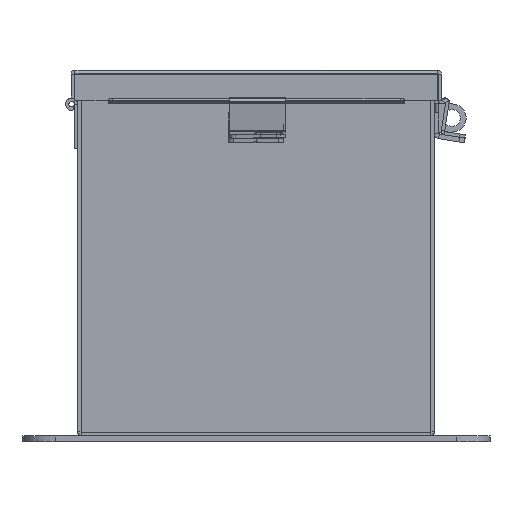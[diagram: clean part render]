
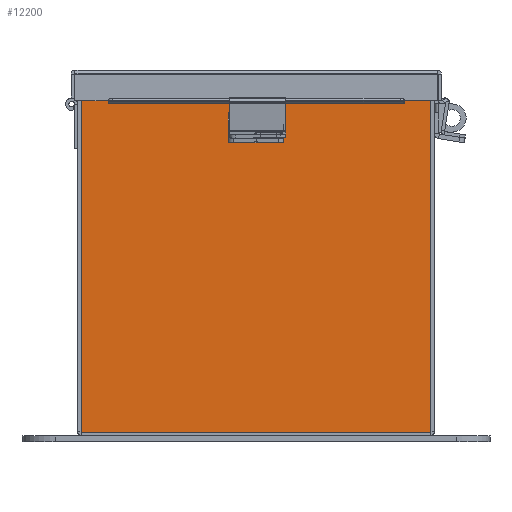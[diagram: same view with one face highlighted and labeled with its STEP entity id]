
A CAD part, front view. The second image highlights one B-rep face of the part: STEP entity #12200.
In plain terms, the highlighted face is planar.
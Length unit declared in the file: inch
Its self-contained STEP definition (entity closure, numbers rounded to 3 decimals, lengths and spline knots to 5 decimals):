
#19 = ORIENTED_EDGE ( 'NONE', *, *, #28036, .T. ) ;
#303 = LINE ( 'NONE', #19450, #23806 ) ;
#324 = VECTOR ( 'NONE', #5975, 39.37008 ) ;
#1184 = CARTESIAN_POINT ( 'NONE',  ( 3.9253, 0., -3.9253 ) ) ;
#1273 = VECTOR ( 'NONE', #11764, 39.37008 ) ;
#1574 = DIRECTION ( 'NONE',  ( 0., 0., 1. ) ) ;
#1708 = EDGE_CURVE ( 'NONE', #14404, #18955, #7215, .T. ) ;
#2020 = CARTESIAN_POINT ( 'NONE',  ( -3.5823, 0., 3.87495 ) ) ;
#2271 = EDGE_CURVE ( 'NONE', #11490, #17614, #19480, .T. ) ;
#2345 = AXIS2_PLACEMENT_3D ( 'NONE', #9831, #9822, #9727 ) ;
#2366 = CARTESIAN_POINT ( 'NONE',  ( 3.60098, 0., 3.87495 ) ) ;
#3084 = EDGE_CURVE ( 'NONE', #17614, #12219, #20488, .T. ) ;
#3198 = CARTESIAN_POINT ( 'NONE',  ( -3.5823, 0., 0. ) ) ;
#3695 = VERTEX_POINT ( 'NONE', #24609 ) ;
#4024 = DIRECTION ( 'NONE',  ( 0., 0., -1. ) ) ;
#4085 = CARTESIAN_POINT ( 'NONE',  ( -3.9253, 0., -3.9253 ) ) ;
#4726 = DIRECTION ( 'NONE',  ( 0., 0., -1. ) ) ;
#4845 = DIRECTION ( 'NONE',  ( 0., 0., -1. ) ) ;
#4881 = DIRECTION ( 'NONE',  ( 0., 1., 0. ) ) ;
#4910 = CARTESIAN_POINT ( 'NONE',  ( -3.60097, 0., 3.87495 ) ) ;
#5823 = VECTOR ( 'NONE', #7014, 39.37008 ) ;
#5975 = DIRECTION ( 'NONE',  ( 0., 0., -1. ) ) ;
#6266 = ORIENTED_EDGE ( 'NONE', *, *, #25034, .F. ) ;
#6352 = CARTESIAN_POINT ( 'NONE',  ( 3.9253, 0., 3.9253 ) ) ;
#6402 = EDGE_CURVE ( 'NONE', #18955, #3695, #15753, .T. ) ;
#6591 = LINE ( 'NONE', #6352, #324 ) ;
#6979 = CARTESIAN_POINT ( 'NONE',  ( -3.9253, 0., 3.9253 ) ) ;
#6995 = EDGE_CURVE ( 'NONE', #24062, #11490, #19465, .T. ) ;
#7014 = DIRECTION ( 'NONE',  ( 1., 0., 0. ) ) ;
#7215 = LINE ( 'NONE', #3198, #13343 ) ;
#7309 = VECTOR ( 'NONE', #17789, 39.37008 ) ;
#9306 = VECTOR ( 'NONE', #13248, 39.37008 ) ;
#9331 = FACE_OUTER_BOUND ( 'NONE', #25272, .T. ) ;
#9336 = VERTEX_POINT ( 'NONE', #21701 ) ;
#9541 = EDGE_CURVE ( 'NONE', #3695, #12219, #24523, .T. ) ;
#9552 = DIRECTION ( 'NONE',  ( 1., 0., 0. ) ) ;
#9693 = CARTESIAN_POINT ( 'NONE',  ( -3.61965, 0., 3.9253 ) ) ;
#9727 = DIRECTION ( 'NONE',  ( 0., 0., -1. ) ) ;
#9749 = CARTESIAN_POINT ( 'NONE',  ( -3.9253, 0., 3.9253 ) ) ;
#9822 = DIRECTION ( 'NONE',  ( 0., -1., 0. ) ) ;
#9831 = CARTESIAN_POINT ( 'NONE',  ( 0., 0., 0. ) ) ;
#10092 = EDGE_CURVE ( 'NONE', #9336, #24062, #6591, .T. ) ;
#10200 = PLANE ( 'NONE',  #2345 ) ;
#11091 = CARTESIAN_POINT ( 'NONE',  ( -3.9253, 0., 3.9253 ) ) ;
#11094 = VECTOR ( 'NONE', #9552, 39.37008 ) ;
#11266 = DIRECTION ( 'NONE',  ( 0., 0., 1. ) ) ;
#11438 = ORIENTED_EDGE ( 'NONE', *, *, #21897, .T. ) ;
#11490 = VERTEX_POINT ( 'NONE', #20895 ) ;
#11764 = DIRECTION ( 'NONE',  ( -1., 0., 0. ) ) ;
#11835 = LINE ( 'NONE', #25137, #11094 ) ;
#12109 = ORIENTED_EDGE ( 'NONE', *, *, #20566, .F. ) ;
#12200 = ADVANCED_FACE ( 'NONE', ( #9331 ), #10200, .F. ) ;
#12219 = VERTEX_POINT ( 'NONE', #9693 ) ;
#12760 = AXIS2_PLACEMENT_3D ( 'NONE', #4910, #4881, #4845 ) ;
#13248 = DIRECTION ( 'NONE',  ( 1., 0., 0. ) ) ;
#13343 = VECTOR ( 'NONE', #4024, 39.37008 ) ;
#13945 = ORIENTED_EDGE ( 'NONE', *, *, #2271, .T. ) ;
#14404 = VERTEX_POINT ( 'NONE', #24813 ) ;
#15202 = ORIENTED_EDGE ( 'NONE', *, *, #3084, .T. ) ;
#15753 = CIRCLE ( 'NONE', #12760, 0.01868 ) ;
#15899 = ORIENTED_EDGE ( 'NONE', *, *, #10092, .T. ) ;
#16087 = EDGE_CURVE ( 'NONE', #19916, #16791, #303, .T. ) ;
#16323 = ORIENTED_EDGE ( 'NONE', *, *, #1708, .F. ) ;
#16791 = VERTEX_POINT ( 'NONE', #18067 ) ;
#17614 = VERTEX_POINT ( 'NONE', #9749 ) ;
#17789 = DIRECTION ( 'NONE',  ( 0., 0., 1. ) ) ;
#17796 = CARTESIAN_POINT ( 'NONE',  ( -3.61965, 0., 0. ) ) ;
#17919 = CARTESIAN_POINT ( 'NONE',  ( 3.5823, 0., 0. ) ) ;
#18067 = CARTESIAN_POINT ( 'NONE',  ( 3.61965, 0., 3.87495 ) ) ;
#18232 = CARTESIAN_POINT ( 'NONE',  ( -3.9253, 0., 3.9253 ) ) ;
#18307 = DIRECTION ( 'NONE',  ( 0., 1., 0. ) ) ;
#18625 = ORIENTED_EDGE ( 'NONE', *, *, #16087, .F. ) ;
#18802 = VECTOR ( 'NONE', #1574, 39.37008 ) ;
#18955 = VERTEX_POINT ( 'NONE', #2020 ) ;
#19450 = CARTESIAN_POINT ( 'NONE',  ( 3.61965, 0., 0. ) ) ;
#19465 = LINE ( 'NONE', #4085, #1273 ) ;
#19480 = LINE ( 'NONE', #6979, #24028 ) ;
#19504 = LINE ( 'NONE', #17919, #18802 ) ;
#19916 = VERTEX_POINT ( 'NONE', #23197 ) ;
#20416 = AXIS2_PLACEMENT_3D ( 'NONE', #2366, #18307, #4726 ) ;
#20488 = LINE ( 'NONE', #11091, #9306 ) ;
#20566 = EDGE_CURVE ( 'NONE', #16791, #29117, #20720, .T. ) ;
#20695 = ORIENTED_EDGE ( 'NONE', *, *, #6402, .F. ) ;
#20720 = CIRCLE ( 'NONE', #20416, 0.01868 ) ;
#20895 = CARTESIAN_POINT ( 'NONE',  ( -3.9253, 0., -3.9253 ) ) ;
#21701 = CARTESIAN_POINT ( 'NONE',  ( 3.9253, 0., 3.9253 ) ) ;
#21719 = DIRECTION ( 'NONE',  ( 0., 0., -1. ) ) ;
#21897 = EDGE_CURVE ( 'NONE', #19916, #9336, #25173, .T. ) ;
#22426 = ORIENTED_EDGE ( 'NONE', *, *, #9541, .F. ) ;
#23197 = CARTESIAN_POINT ( 'NONE',  ( 3.61965, 0., 3.9253 ) ) ;
#23806 = VECTOR ( 'NONE', #21719, 39.37008 ) ;
#24028 = VECTOR ( 'NONE', #11266, 39.37008 ) ;
#24062 = VERTEX_POINT ( 'NONE', #1184 ) ;
#24523 = LINE ( 'NONE', #17796, #7309 ) ;
#24609 = CARTESIAN_POINT ( 'NONE',  ( -3.61965, 0., 3.87495 ) ) ;
#24813 = CARTESIAN_POINT ( 'NONE',  ( -3.5823, 0., 3.9123 ) ) ;
#25034 = EDGE_CURVE ( 'NONE', #29117, #27334, #19504, .T. ) ;
#25137 = CARTESIAN_POINT ( 'NONE',  ( -3.5823, 0., 3.9123 ) ) ;
#25173 = LINE ( 'NONE', #18232, #5823 ) ;
#25272 = EDGE_LOOP ( 'NONE', ( #22426, #20695, #16323, #19, #6266, #12109, #18625, #11438, #15899, #26393, #13945, #15202 ) ) ;
#26393 = ORIENTED_EDGE ( 'NONE', *, *, #6995, .T. ) ;
#27334 = VERTEX_POINT ( 'NONE', #27513 ) ;
#27513 = CARTESIAN_POINT ( 'NONE',  ( 3.5823, 0., 3.9123 ) ) ;
#28036 = EDGE_CURVE ( 'NONE', #14404, #27334, #11835, .T. ) ;
#28750 = CARTESIAN_POINT ( 'NONE',  ( 3.5823, 0., 3.87495 ) ) ;
#29117 = VERTEX_POINT ( 'NONE', #28750 ) ;
